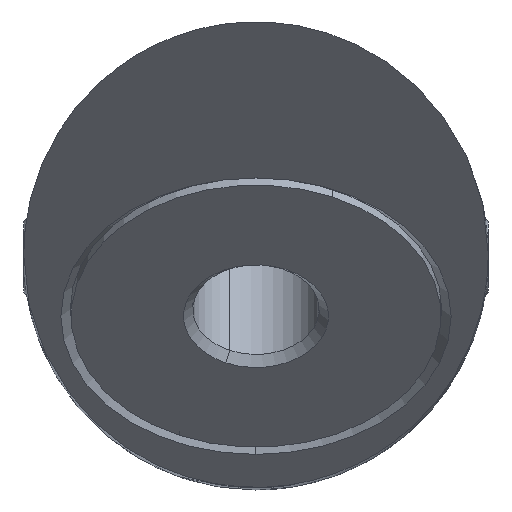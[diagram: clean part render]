
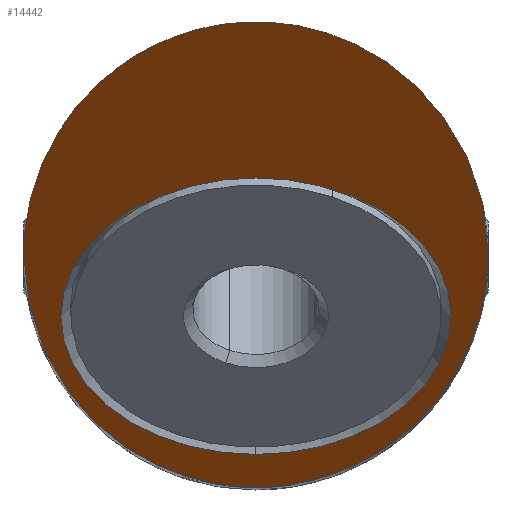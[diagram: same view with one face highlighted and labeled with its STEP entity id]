
A CAD part, top view. The second image highlights one B-rep face of the part: STEP entity #14442.
In plain terms, the highlighted planar face has unit normal (0, -0.707, 0.707).
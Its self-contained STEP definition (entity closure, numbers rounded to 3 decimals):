
#64 = CARTESIAN_POINT ( 'NONE',  ( -12.5, 0., 90. ) ) ;
#1029 = DIRECTION ( 'NONE',  ( 0., 0.707, -0.707 ) ) ;
#1088 = VERTEX_POINT ( 'NONE', #15439 ) ;
#1573 = FACE_OUTER_BOUND ( 'NONE', #12771, .T. ) ;
#1995 = PLANE ( 'NONE',  #12239 ) ;
#2320 = EDGE_CURVE ( 'NONE', #1088, #14429, #11833, .T. ) ;
#3108 = AXIS2_PLACEMENT_3D ( 'NONE', #11151, #1029, #14911 ) ;
#3305 = EDGE_CURVE ( 'NONE', #8413, #14297, #4539, .T. ) ;
#3915 = EDGE_LOOP ( 'NONE', ( #7867, #14808 ) ) ;
#4177 = CARTESIAN_POINT ( 'NONE',  ( -12.5, 0., 90. ) ) ;
#4438 = DIRECTION ( 'NONE',  ( 0., -0.707, 0.707 ) ) ;
#4539 = CIRCLE ( 'NONE', #4699, 10.5 ) ;
#4572 =( BOUNDED_CURVE ( )  B_SPLINE_CURVE ( 3, ( #64, #12688, #15157, #5174 ),
 .UNSPECIFIED., .F., .F. ) 
 B_SPLINE_CURVE_WITH_KNOTS ( ( 4, 4 ),
 ( 4.712, 7.854 ),
 .UNSPECIFIED. ) 
 CURVE ( )  GEOMETRIC_REPRESENTATION_ITEM ( )  RATIONAL_B_SPLINE_CURVE ( ( 1., 0.333, 0.333, 1. ) ) 
 REPRESENTATION_ITEM ( '' )  );
#4699 = AXIS2_PLACEMENT_3D ( 'NONE', #7603, #5085, #15026 ) ;
#5085 = DIRECTION ( 'NONE',  ( 0., 0.707, -0.707 ) ) ;
#5174 = CARTESIAN_POINT ( 'NONE',  ( 12.5, 0., 90. ) ) ;
#6235 = CIRCLE ( 'NONE', #3108, 10.5 ) ;
#6514 = CARTESIAN_POINT ( 'NONE',  ( 12.5, 0., 90. ) ) ;
#7603 = CARTESIAN_POINT ( 'NONE',  ( 0., -3.308, 86.692 ) ) ;
#7694 = ORIENTED_EDGE ( 'NONE', *, *, #2320, .T. ) ;
#7867 = ORIENTED_EDGE ( 'NONE', *, *, #3305, .T. ) ;
#8124 = CARTESIAN_POINT ( 'NONE',  ( -12.5, 25., 115. ) ) ;
#8335 = DIRECTION ( 'NONE',  ( 0., -0.707, -0.707 ) ) ;
#8413 = VERTEX_POINT ( 'NONE', #11133 ) ;
#8679 = FACE_BOUND ( 'NONE', #3915, .T. ) ;
#10676 = CARTESIAN_POINT ( 'NONE',  ( -12.5, 0., 90. ) ) ;
#10895 = CARTESIAN_POINT ( 'NONE',  ( -12.5, -45., 45. ) ) ;
#11133 = CARTESIAN_POINT ( 'NONE',  ( 0., -10.732, 79.268 ) ) ;
#11151 = CARTESIAN_POINT ( 'NONE',  ( 0., -3.308, 86.692 ) ) ;
#11641 = CARTESIAN_POINT ( 'NONE',  ( 12.5, 25., 115. ) ) ;
#11740 = CARTESIAN_POINT ( 'NONE',  ( 0., 4.117, 94.117 ) ) ;
#11833 =( BOUNDED_CURVE ( )  B_SPLINE_CURVE ( 3, ( #6514, #11641, #8124, #4177 ),
 .UNSPECIFIED., .F., .F. ) 
 B_SPLINE_CURVE_WITH_KNOTS ( ( 4, 4 ),
 ( 1.571, 4.712 ),
 .UNSPECIFIED. ) 
 CURVE ( )  GEOMETRIC_REPRESENTATION_ITEM ( )  RATIONAL_B_SPLINE_CURVE ( ( 1., 0.333, 0.333, 1. ) ) 
 REPRESENTATION_ITEM ( '' )  );
#12098 = ORIENTED_EDGE ( 'NONE', *, *, #14240, .T. ) ;
#12239 = AXIS2_PLACEMENT_3D ( 'NONE', #10895, #4438, #8335 ) ;
#12688 = CARTESIAN_POINT ( 'NONE',  ( -12.5, -25., 65. ) ) ;
#12771 = EDGE_LOOP ( 'NONE', ( #12098, #7694 ) ) ;
#14240 = EDGE_CURVE ( 'NONE', #14429, #1088, #4572, .T. ) ;
#14297 = VERTEX_POINT ( 'NONE', #11740 ) ;
#14429 = VERTEX_POINT ( 'NONE', #10676 ) ;
#14442 = ADVANCED_FACE ( 'NONE', ( #8679, #1573 ), #1995, .T. ) ;
#14808 = ORIENTED_EDGE ( 'NONE', *, *, #15027, .T. ) ;
#14911 = DIRECTION ( 'NONE',  ( 0., -0.707, -0.707 ) ) ;
#15026 = DIRECTION ( 'NONE',  ( 0., -0.707, -0.707 ) ) ;
#15027 = EDGE_CURVE ( 'NONE', #14297, #8413, #6235, .T. ) ;
#15157 = CARTESIAN_POINT ( 'NONE',  ( 12.5, -25., 65. ) ) ;
#15439 = CARTESIAN_POINT ( 'NONE',  ( 12.5, 0., 90. ) ) ;
